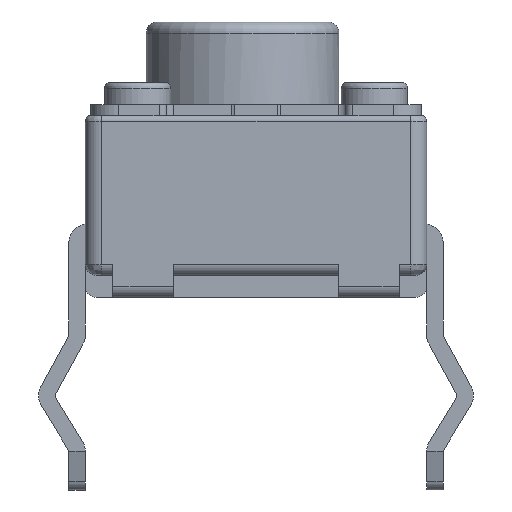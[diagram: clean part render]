
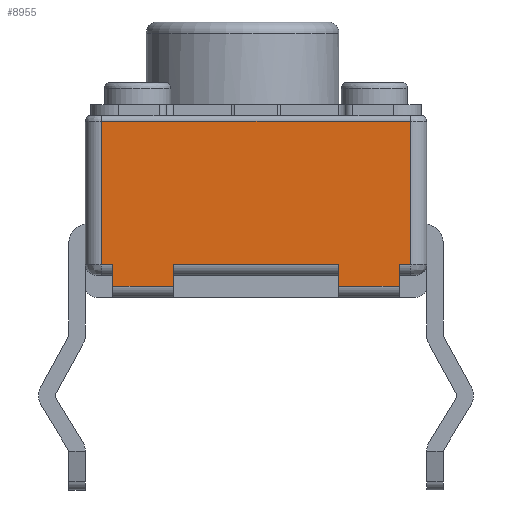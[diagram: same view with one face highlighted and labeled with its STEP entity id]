
A CAD part, front view. The second image highlights one B-rep face of the part: STEP entity #8955.
In plain terms, the highlighted planar face has unit normal (0, -1, 0).
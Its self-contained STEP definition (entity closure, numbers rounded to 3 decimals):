
#124 = EDGE_CURVE ( 'NONE', #6821, #3436, #9170, .T. ) ;
#163 = DIRECTION ( 'NONE',  ( -1., 0., 0. ) ) ;
#385 = CARTESIAN_POINT ( 'NONE',  ( -2.8, -3.1, 3.3 ) ) ;
#399 = VECTOR ( 'NONE', #163, 1000. ) ;
#450 = ORIENTED_EDGE ( 'NONE', *, *, #9192, .F. ) ;
#480 = ORIENTED_EDGE ( 'NONE', *, *, #3591, .F. ) ;
#482 = VECTOR ( 'NONE', #7333, 1000. ) ;
#527 = CARTESIAN_POINT ( 'NONE',  ( 0., -3.1, 3.2 ) ) ;
#649 = DIRECTION ( 'NONE',  ( -1., 0., 0. ) ) ;
#724 = ORIENTED_EDGE ( 'NONE', *, *, #1813, .F. ) ;
#729 = CARTESIAN_POINT ( 'NONE',  ( -1.5, -3.1, 0.6 ) ) ;
#735 = AXIS2_PLACEMENT_3D ( 'NONE', #6512, #1757, #7324 ) ;
#934 = CARTESIAN_POINT ( 'NONE',  ( -1.5, -3.1, 0.4 ) ) ;
#1011 = CARTESIAN_POINT ( 'NONE',  ( -1.5, -3.1, 0.2 ) ) ;
#1450 = LINE ( 'NONE', #527, #5412 ) ;
#1498 = CARTESIAN_POINT ( 'NONE',  ( 0., -3.1, 0.6 ) ) ;
#1622 = ORIENTED_EDGE ( 'NONE', *, *, #3959, .F. ) ;
#1757 = DIRECTION ( 'NONE',  ( 0., 1., 0. ) ) ;
#1806 = CARTESIAN_POINT ( 'NONE',  ( -2.6, -3.1, 3.3 ) ) ;
#1813 = EDGE_CURVE ( 'NONE', #8766, #3917, #6126, .T. ) ;
#1814 = CARTESIAN_POINT ( 'NONE',  ( 1.5, -3.1, 0.6 ) ) ;
#1955 = VECTOR ( 'NONE', #8505, 1000. ) ;
#2026 = VERTEX_POINT ( 'NONE', #7788 ) ;
#2473 = CARTESIAN_POINT ( 'NONE',  ( 2.6, -3.1, 0.4 ) ) ;
#2887 = CARTESIAN_POINT ( 'NONE',  ( 2.6, -3.1, 0.2 ) ) ;
#2971 = CARTESIAN_POINT ( 'NONE',  ( 2.8, -3.1, 3.3 ) ) ;
#2980 = LINE ( 'NONE', #2473, #6962 ) ;
#2985 = EDGE_CURVE ( 'NONE', #3870, #4983, #5693, .T. ) ;
#3048 = EDGE_LOOP ( 'NONE', ( #3694, #450, #8959, #724, #5752, #7104, #480, #9094, #9861, #1622, #6038, #6129 ) ) ;
#3053 = VECTOR ( 'NONE', #4179, 1000. ) ;
#3393 = EDGE_CURVE ( 'NONE', #3917, #8514, #1450, .T. ) ;
#3436 = VERTEX_POINT ( 'NONE', #10162 ) ;
#3591 = EDGE_CURVE ( 'NONE', #5481, #2026, #8815, .T. ) ;
#3667 = CARTESIAN_POINT ( 'NONE',  ( 0., -3.1, 0.6 ) ) ;
#3694 = ORIENTED_EDGE ( 'NONE', *, *, #2985, .F. ) ;
#3702 = CARTESIAN_POINT ( 'NONE',  ( 1.5, -3.1, 0.4 ) ) ;
#3760 = VERTEX_POINT ( 'NONE', #1814 ) ;
#3771 = LINE ( 'NONE', #3667, #8036 ) ;
#3870 = VERTEX_POINT ( 'NONE', #9135 ) ;
#3917 = VERTEX_POINT ( 'NONE', #9229 ) ;
#3959 = EDGE_CURVE ( 'NONE', #3436, #3760, #4038, .T. ) ;
#4021 = DIRECTION ( 'NONE',  ( -1., 0., 0. ) ) ;
#4038 = LINE ( 'NONE', #3702, #1955 ) ;
#4106 = VECTOR ( 'NONE', #5969, 1000. ) ;
#4175 = DIRECTION ( 'NONE',  ( 0., 0., 1. ) ) ;
#4179 = DIRECTION ( 'NONE',  ( -1., 0., 0. ) ) ;
#4219 = EDGE_CURVE ( 'NONE', #5127, #8766, #4661, .T. ) ;
#4427 = CARTESIAN_POINT ( 'NONE',  ( 2.6, -3.1, 0.6 ) ) ;
#4527 = LINE ( 'NONE', #1806, #6398 ) ;
#4661 = LINE ( 'NONE', #8931, #399 ) ;
#4738 = LINE ( 'NONE', #934, #482 ) ;
#4768 = VECTOR ( 'NONE', #8593, 1000. ) ;
#4783 = CARTESIAN_POINT ( 'NONE',  ( 0., -3.1, 0.2 ) ) ;
#4983 = VERTEX_POINT ( 'NONE', #4427 ) ;
#5022 = EDGE_CURVE ( 'NONE', #3760, #8370, #3771, .T. ) ;
#5127 = VERTEX_POINT ( 'NONE', #9427 ) ;
#5412 = VECTOR ( 'NONE', #7766, 1000. ) ;
#5481 = VERTEX_POINT ( 'NONE', #1011 ) ;
#5693 = LINE ( 'NONE', #1498, #9696 ) ;
#5752 = ORIENTED_EDGE ( 'NONE', *, *, #4219, .F. ) ;
#5969 = DIRECTION ( 'NONE',  ( 0., 0., 1. ) ) ;
#6038 = ORIENTED_EDGE ( 'NONE', *, *, #124, .F. ) ;
#6126 = LINE ( 'NONE', #385, #4106 ) ;
#6129 = ORIENTED_EDGE ( 'NONE', *, *, #7055, .F. ) ;
#6398 = VECTOR ( 'NONE', #4175, 1000. ) ;
#6438 = PLANE ( 'NONE',  #735 ) ;
#6512 = CARTESIAN_POINT ( 'NONE',  ( 0., -3.1, 3.3 ) ) ;
#6683 = VECTOR ( 'NONE', #4021, 1000. ) ;
#6792 = FACE_OUTER_BOUND ( 'NONE', #3048, .T. ) ;
#6821 = VERTEX_POINT ( 'NONE', #2887 ) ;
#6962 = VECTOR ( 'NONE', #8071, 1000. ) ;
#6982 = CARTESIAN_POINT ( 'NONE',  ( -2.8, -3.1, 0.6 ) ) ;
#7055 = EDGE_CURVE ( 'NONE', #4983, #6821, #2980, .T. ) ;
#7104 = ORIENTED_EDGE ( 'NONE', *, *, #8597, .F. ) ;
#7324 = DIRECTION ( 'NONE',  ( 0., 0., 1. ) ) ;
#7333 = DIRECTION ( 'NONE',  ( 0., 0., -1. ) ) ;
#7766 = DIRECTION ( 'NONE',  ( 1., 0., 0. ) ) ;
#7788 = CARTESIAN_POINT ( 'NONE',  ( -2.6, -3.1, 0.2 ) ) ;
#8036 = VECTOR ( 'NONE', #8468, 1000. ) ;
#8071 = DIRECTION ( 'NONE',  ( 0., 0., -1. ) ) ;
#8370 = VERTEX_POINT ( 'NONE', #729 ) ;
#8468 = DIRECTION ( 'NONE',  ( -1., 0., 0. ) ) ;
#8505 = DIRECTION ( 'NONE',  ( 0., 0., 1. ) ) ;
#8514 = VERTEX_POINT ( 'NONE', #9622 ) ;
#8593 = DIRECTION ( 'NONE',  ( 0., 0., -1. ) ) ;
#8597 = EDGE_CURVE ( 'NONE', #2026, #5127, #4527, .T. ) ;
#8766 = VERTEX_POINT ( 'NONE', #6982 ) ;
#8815 = LINE ( 'NONE', #4783, #6683 ) ;
#8931 = CARTESIAN_POINT ( 'NONE',  ( 0., -3.1, 0.6 ) ) ;
#8955 = ADVANCED_FACE ( 'NONE', ( #6792 ), #6438, .F. ) ;
#8959 = ORIENTED_EDGE ( 'NONE', *, *, #3393, .F. ) ;
#9041 = LINE ( 'NONE', #2971, #4768 ) ;
#9094 = ORIENTED_EDGE ( 'NONE', *, *, #10051, .F. ) ;
#9135 = CARTESIAN_POINT ( 'NONE',  ( 2.8, -3.1, 0.6 ) ) ;
#9170 = LINE ( 'NONE', #9767, #3053 ) ;
#9192 = EDGE_CURVE ( 'NONE', #8514, #3870, #9041, .T. ) ;
#9229 = CARTESIAN_POINT ( 'NONE',  ( -2.8, -3.1, 3.2 ) ) ;
#9427 = CARTESIAN_POINT ( 'NONE',  ( -2.6, -3.1, 0.6 ) ) ;
#9622 = CARTESIAN_POINT ( 'NONE',  ( 2.8, -3.1, 3.2 ) ) ;
#9696 = VECTOR ( 'NONE', #649, 1000. ) ;
#9767 = CARTESIAN_POINT ( 'NONE',  ( 0., -3.1, 0.2 ) ) ;
#9861 = ORIENTED_EDGE ( 'NONE', *, *, #5022, .F. ) ;
#10051 = EDGE_CURVE ( 'NONE', #8370, #5481, #4738, .T. ) ;
#10162 = CARTESIAN_POINT ( 'NONE',  ( 1.5, -3.1, 0.2 ) ) ;
